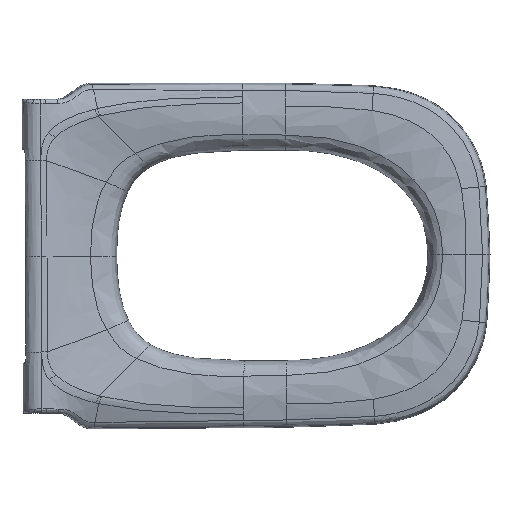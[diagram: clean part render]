
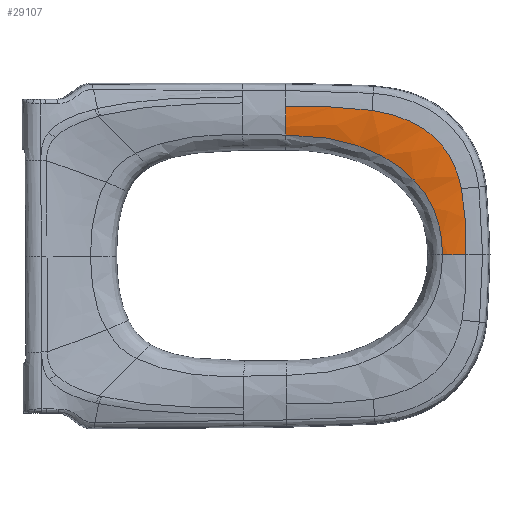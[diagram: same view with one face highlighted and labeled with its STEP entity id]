
A CAD part, top view. The second image highlights one B-rep face of the part: STEP entity #29107.
In plain terms, the highlighted free-form (B-spline) face has degree [2, 6] with [3, 7] control points.
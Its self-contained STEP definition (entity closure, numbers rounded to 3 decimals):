
#21819=CARTESIAN_POINT('',(-443.435,-68.71,4.482));
#21820=VERTEX_POINT('',#21819);
#21828=CARTESIAN_POINT('',(-447.823,0.,4.324));
#21829=VERTEX_POINT('',#21828);
#21830=CARTESIAN_POINT('',(-443.435,-68.709,4.482));
#21831=CARTESIAN_POINT('',(-445.334,-59.388,4.474));
#21832=CARTESIAN_POINT('',(-446.669,-49.321,4.449));
#21833=CARTESIAN_POINT('',(-447.461,-38.472,4.401));
#21834=CARTESIAN_POINT('',(-447.824,-26.741,4.36));
#21835=CARTESIAN_POINT('',(-447.861,-13.983,4.325));
#21836=CARTESIAN_POINT('',(-447.823,0.,4.324));
#21837=B_SPLINE_CURVE_WITH_KNOTS('',6,(#21830,#21831,#21832,#21833,#21834,#21835,#21836),.UNSPECIFIED.,.F.,.U.,(7,7),(0.0,0.215),.UNSPECIFIED.);
#21838=EDGE_CURVE('',#21820,#21829,#21837,.T.);
#21903=CARTESIAN_POINT('',(-350.44,-150.971,3.583));
#21904=VERTEX_POINT('',#21903);
#21912=CARTESIAN_POINT('',(-350.44,-150.971,3.583));
#21913=CARTESIAN_POINT('',(-385.789,-145.16,3.504));
#21914=CARTESIAN_POINT('',(-409.503,-133.877,3.831));
#21915=CARTESIAN_POINT('',(-426.822,-117.214,4.344));
#21916=CARTESIAN_POINT('',(-437.756,-96.565,4.506));
#21917=CARTESIAN_POINT('',(-443.435,-68.711,4.482));
#21918=B_SPLINE_CURVE_WITH_KNOTS('',5,(#21912,#21913,#21914,#21915,#21916,#21917),.UNSPECIFIED.,.F.,.U.,(6,6),(0.0,0.519),.UNSPECIFIED.);
#21919=EDGE_CURVE('',#21904,#21820,#21918,.T.);
#22003=CARTESIAN_POINT('',(-259.941,-155.444,4.108));
#22004=VERTEX_POINT('',#22003);
#22012=CARTESIAN_POINT('',(-259.941,-155.444,4.108));
#22013=CARTESIAN_POINT('',(-276.519,-155.109,4.118));
#22014=CARTESIAN_POINT('',(-292.885,-155.244,3.972));
#22015=CARTESIAN_POINT('',(-308.891,-155.115,3.813));
#22016=CARTESIAN_POINT('',(-323.911,-154.416,3.688));
#22017=CARTESIAN_POINT('',(-337.673,-153.068,3.611));
#22018=CARTESIAN_POINT('',(-350.44,-150.971,3.585));
#22019=QUASI_UNIFORM_CURVE('',6,(#22012,#22013,#22014,#22015,#22016,#22017,#22018),.UNSPECIFIED.,.F.,.U.);
#22020=EDGE_CURVE('',#22004,#21904,#22019,.T.);
#26454=CARTESIAN_POINT('',(-423.339,0.0,4.237));
#26455=VERTEX_POINT('',#26454);
#26628=CARTESIAN_POINT('',(-447.823,0.,4.324));
#26629=CARTESIAN_POINT('',(-432.556,0.,6.469));
#26630=CARTESIAN_POINT('',(-423.339,0.0,4.238));
#26631=QUASI_UNIFORM_CURVE('',2,(#26628,#26629,#26630),.UNSPECIFIED.,.F.,.U.);
#26632=EDGE_CURVE('',#21829,#26455,#26631,.T.);
#28636=CARTESIAN_POINT('',(-260.101,-125.652,2.778));
#28637=VERTEX_POINT('',#28636);
#29027=CARTESIAN_POINT('',(-260.101,-125.652,2.778));
#29028=CARTESIAN_POINT('',(-291.094,-125.675,2.874));
#29029=CARTESIAN_POINT('',(-342.024,-117.495,0.222));
#29030=CARTESIAN_POINT('',(-380.038,-99.913,3.057));
#29031=CARTESIAN_POINT('',(-411.507,-70.92,4.12));
#29032=CARTESIAN_POINT('',(-423.34,-26.675,4.215));
#29033=CARTESIAN_POINT('',(-423.339,0.0,4.237));
#29034=B_SPLINE_CURVE_WITH_KNOTS('',5,(#29027,#29028,#29029,#29030,#29031,#29032,#29033),.UNSPECIFIED.,.F.,.U.,(6,1,6),(0.0,0.5,1.0),.UNSPECIFIED.);
#29035=EDGE_CURVE('',#28637,#26455,#29034,.T.);
#29072=CARTESIAN_POINT('',(-259.941,-155.448,4.107));
#29073=CARTESIAN_POINT('',(-260.021,-137.797,6.156));
#29074=CARTESIAN_POINT('',(-260.101,-125.651,2.778));
#29075=CARTESIAN_POINT('',(-321.366,-154.191,4.149));
#29076=CARTESIAN_POINT('',(-316.503,-138.711,6.101));
#29077=CARTESIAN_POINT('',(-311.773,-125.699,2.977));
#29078=CARTESIAN_POINT('',(-392.253,-159.51,1.959));
#29079=CARTESIAN_POINT('',(-360.172,-128.833,6.166));
#29080=CARTESIAN_POINT('',(-348.675,-114.689,-0.927));
#29081=CARTESIAN_POINT('',(-421.512,-133.645,4.636));
#29082=CARTESIAN_POINT('',(-396.674,-114.51,8.323));
#29083=CARTESIAN_POINT('',(-379.867,-100.198,3.826));
#29084=CARTESIAN_POINT('',(-446.532,-102.664,4.975));
#29085=CARTESIAN_POINT('',(-420.564,-84.403,9.082));
#29086=CARTESIAN_POINT('',(-407.582,-76.717,3.879));
#29087=CARTESIAN_POINT('',(-448.006,-63.34,4.33));
#29088=CARTESIAN_POINT('',(-432.719,-49.576,6.435));
#29089=CARTESIAN_POINT('',(-423.346,-44.46,4.224));
#29090=CARTESIAN_POINT('',(-447.826,0.,4.324));
#29091=CARTESIAN_POINT('',(-432.556,0.,6.47));
#29092=CARTESIAN_POINT('',(-423.338,0.,4.238));
#29093=B_SPLINE_SURFACE_WITH_KNOTS('',2,6,((#29072,#29075,#29078,#29081,#29084,#29087,#29090),(#29073,#29076,#29079,#29082,#29085,#29088,#29091),(#29074,#29077,#29080,#29083,#29086,#29089,#29092)),.UNSPECIFIED.,.F.,.F.,.U.,(3,3),(7,7),(0.,1.),(0.0,1.),.UNSPECIFIED.);
#29094=CARTESIAN_POINT('',(-260.101,-125.652,2.778));
#29095=CARTESIAN_POINT('',(-260.021,-137.796,6.155));
#29096=CARTESIAN_POINT('',(-259.941,-155.444,4.108));
#29097=QUASI_UNIFORM_CURVE('',2,(#29094,#29095,#29096),.UNSPECIFIED.,.F.,.U.);
#29098=EDGE_CURVE('',#28637,#22004,#29097,.T.);
#29099=ORIENTED_EDGE('',*,*,#29098,.F.);
#29100=ORIENTED_EDGE('',*,*,#29035,.T.);
#29101=ORIENTED_EDGE('',*,*,#26632,.F.);
#29102=ORIENTED_EDGE('',*,*,#21838,.F.);
#29103=ORIENTED_EDGE('',*,*,#21919,.F.);
#29104=ORIENTED_EDGE('',*,*,#22020,.F.);
#29105=EDGE_LOOP('',(#29099,#29100,#29101,#29102,#29103,#29104));
#29106=FACE_OUTER_BOUND('',#29105,.T.);
#29107=ADVANCED_FACE('',(#29106),#29093,.T.);
